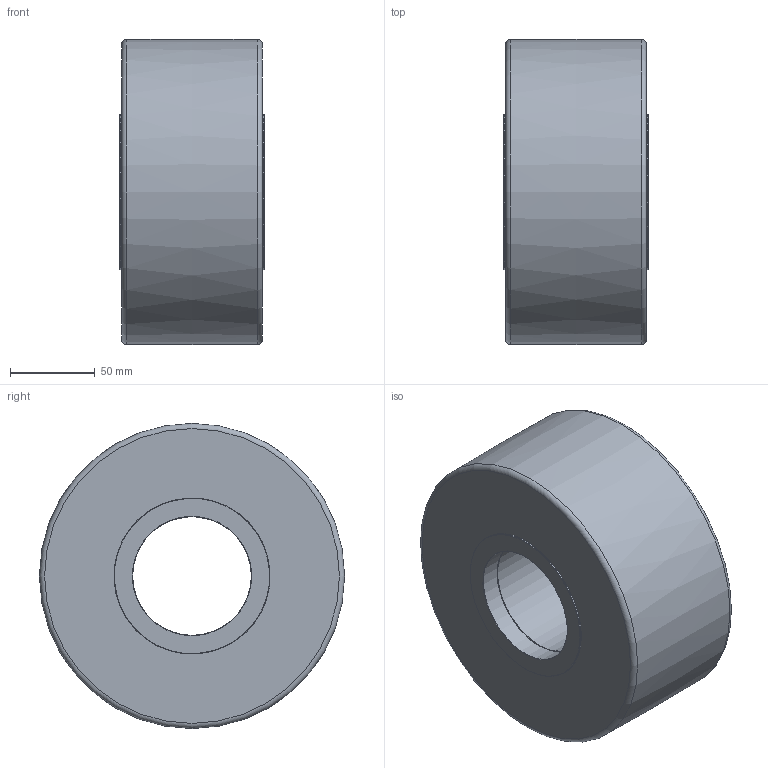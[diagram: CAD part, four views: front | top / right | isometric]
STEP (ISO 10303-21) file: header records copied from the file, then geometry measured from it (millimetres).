
FILE_DESCRIPTION(/* description */ ('-'),/* implementation_level */ '2;1');
FILE_NAME(/* name */ 'ALFATEC_SR070-180.stp',/* time_stamp */ '2022-07-07T15:09:46+02:00',/* author */ ('seider'),/* organization */ (''),/* preprocessor_version */ 'ST-DEVELOPER v18.1',/* originating_system */ 'Autodesk Inventor 2020',/* authorisation */ '');
FILE_SCHEMA (('AUTOMOTIVE_DESIGN { 1 0 10303 214 3 1 1 }'));
Length unit declared in the file: millimetre
Products named in the file (1): SR 070.180_Kontur
Bounding box: 85 x 180 x 179.99 mm (x, y, z)
Volume: 1509413.7 mm3; surface area: 209311.7 mm2
Topology: 1 solids, 1 shells, 151 faces, 562 edges, 334 vertices
Faces by surface type: cylinder 58, torus 44, plane 34, cone 14, bspline 1
Full cylindrical faces by diameter (mm): 5 x1, 70 x3, 84 x1, 92 x4, 99.334 x2, 109.25 x2, 115 x3
Entity records: 7291 total; most frequent: CARTESIAN_POINT 1604, DIRECTION 1319, ORIENTED_EDGE 1216, EDGE_CURVE 608, AXIS2_PLACEMENT_3D 596, CIRCLE 445, VERTEX_POINT 334, EDGE_LOOP 182
